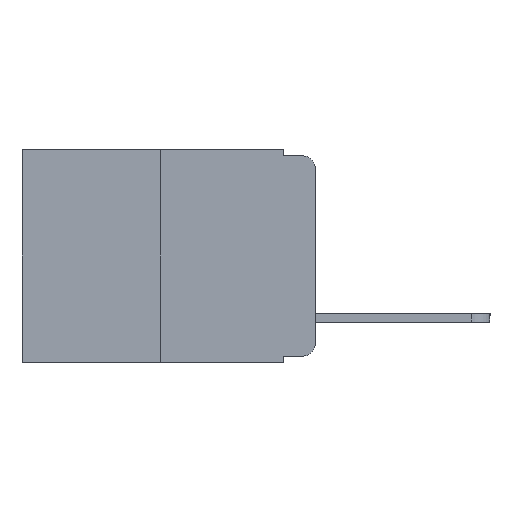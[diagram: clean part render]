
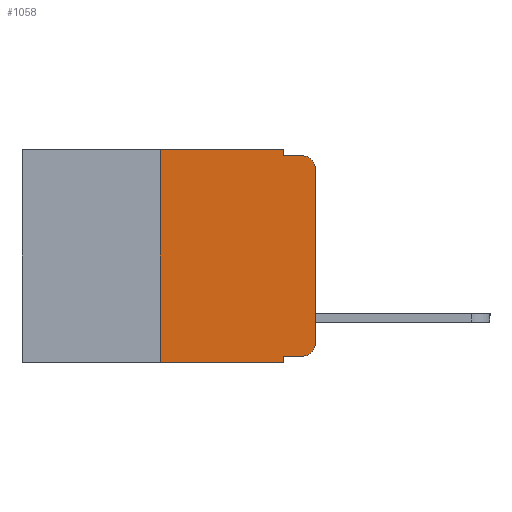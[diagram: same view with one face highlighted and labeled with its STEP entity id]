
A CAD part, left-side view. The second image highlights one B-rep face of the part: STEP entity #1058.
In plain terms, the highlighted planar face has unit normal (-1, 0, 0).
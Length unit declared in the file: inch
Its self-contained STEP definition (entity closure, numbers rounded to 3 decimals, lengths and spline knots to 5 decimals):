
#64 = VERTEX_POINT ( 'NONE', #1394 ) ;
#274 = DIRECTION ( 'NONE',  ( -1., 0., 0. ) ) ;
#343 = VECTOR ( 'NONE', #10667, 39.37008 ) ;
#509 = CARTESIAN_POINT ( 'NONE',  ( 0., 0.02, -0.313 ) ) ;
#551 = CARTESIAN_POINT ( 'NONE',  ( 0., 0.02, -0.333 ) ) ;
#663 = VERTEX_POINT ( 'NONE', #10371 ) ;
#959 = EDGE_LOOP ( 'NONE', ( #3782, #6166, #7484, #5382, #5220, #4277, #3846, #3196, #4694, #3370 ) ) ;
#1058 = ADVANCED_FACE ( 'NONE', ( #11050 ), #5067, .F. ) ;
#1335 = VECTOR ( 'NONE', #2542, 39.37008 ) ;
#1394 = CARTESIAN_POINT ( 'NONE',  ( 0., 0.051, -0.333 ) ) ;
#1676 = DIRECTION ( 'NONE',  ( 0., 0., 1. ) ) ;
#1867 = CARTESIAN_POINT ( 'NONE',  ( 0., 0.25, 0. ) ) ;
#2103 = EDGE_CURVE ( 'NONE', #8761, #4802, #11032, .T. ) ;
#2205 = EDGE_CURVE ( 'NONE', #4802, #2963, #11127, .T. ) ;
#2225 = EDGE_CURVE ( 'NONE', #9488, #2963, #6989, .T. ) ;
#2282 = EDGE_CURVE ( 'NONE', #3390, #9488, #4296, .T. ) ;
#2405 = EDGE_CURVE ( 'NONE', #2856, #663, #2592, .T. ) ;
#2480 = EDGE_CURVE ( 'NONE', #64, #9801, #10568, .T. ) ;
#2498 = EDGE_CURVE ( 'NONE', #64, #4263, #10106, .T. ) ;
#2500 = CARTESIAN_POINT ( 'NONE',  ( 0., 0.051, 0. ) ) ;
#2542 = DIRECTION ( 'NONE',  ( 0., 0., -1. ) ) ;
#2592 = LINE ( 'NONE', #1867, #11242 ) ;
#2667 = EDGE_CURVE ( 'NONE', #4263, #8761, #6687, .T. ) ;
#2856 = VERTEX_POINT ( 'NONE', #8539 ) ;
#2963 = VERTEX_POINT ( 'NONE', #6804 ) ;
#3023 = CARTESIAN_POINT ( 'NONE',  ( 0., 0.051, 0. ) ) ;
#3196 = ORIENTED_EDGE ( 'NONE', *, *, #2480, .F. ) ;
#3237 = AXIS2_PLACEMENT_3D ( 'NONE', #509, #274, #6565 ) ;
#3370 = ORIENTED_EDGE ( 'NONE', *, *, #2667, .T. ) ;
#3390 = VERTEX_POINT ( 'NONE', #10434 ) ;
#3782 = ORIENTED_EDGE ( 'NONE', *, *, #2103, .T. ) ;
#3846 = ORIENTED_EDGE ( 'NONE', *, *, #7624, .T. ) ;
#4254 = CARTESIAN_POINT ( 'NONE',  ( 0., 0., 0. ) ) ;
#4263 = VERTEX_POINT ( 'NONE', #551 ) ;
#4277 = ORIENTED_EDGE ( 'NONE', *, *, #2405, .F. ) ;
#4296 = LINE ( 'NONE', #3023, #10458 ) ;
#4694 = ORIENTED_EDGE ( 'NONE', *, *, #2498, .T. ) ;
#4802 = VERTEX_POINT ( 'NONE', #8253 ) ;
#5067 = PLANE ( 'NONE',  #10357 ) ;
#5220 = ORIENTED_EDGE ( 'NONE', *, *, #10959, .F. ) ;
#5231 = DIRECTION ( 'NONE',  ( 0., 0., -1. ) ) ;
#5382 = ORIENTED_EDGE ( 'NONE', *, *, #2282, .F. ) ;
#5565 = DIRECTION ( 'NONE',  ( 0., 0., 1. ) ) ;
#5663 = CARTESIAN_POINT ( 'NONE',  ( 0., 0.051, -0.01 ) ) ;
#5795 = CARTESIAN_POINT ( 'NONE',  ( 0., 0., -0.313 ) ) ;
#5804 = DIRECTION ( 'NONE',  ( 0., -1., 0. ) ) ;
#6053 = CARTESIAN_POINT ( 'NONE',  ( 0., 0.051, -0.343 ) ) ;
#6166 = ORIENTED_EDGE ( 'NONE', *, *, #2205, .T. ) ;
#6565 = DIRECTION ( 'NONE',  ( 0., 0., -1. ) ) ;
#6687 = CIRCLE ( 'NONE', #3237, 0.02 ) ;
#6804 = CARTESIAN_POINT ( 'NONE',  ( 0., 0.02, -0.01 ) ) ;
#6989 = LINE ( 'NONE', #8094, #9899 ) ;
#7199 = CARTESIAN_POINT ( 'NONE',  ( 0., 0.051, -0.333 ) ) ;
#7484 = ORIENTED_EDGE ( 'NONE', *, *, #2225, .F. ) ;
#7535 = LINE ( 'NONE', #10812, #343 ) ;
#7624 = EDGE_CURVE ( 'NONE', #2856, #9801, #7535, .T. ) ;
#8094 = CARTESIAN_POINT ( 'NONE',  ( 0., 0.051, -0.01 ) ) ;
#8110 = DIRECTION ( 'NONE',  ( 0., 0., -1. ) ) ;
#8117 = DIRECTION ( 'NONE',  ( -1., 0., 0. ) ) ;
#8120 = CARTESIAN_POINT ( 'NONE',  ( 0., 0.02, -0.03 ) ) ;
#8253 = CARTESIAN_POINT ( 'NONE',  ( 0., 0., -0.03 ) ) ;
#8254 = VECTOR ( 'NONE', #5565, 39.37008 ) ;
#8539 = CARTESIAN_POINT ( 'NONE',  ( 0., 0.25, -0.343 ) ) ;
#8761 = VERTEX_POINT ( 'NONE', #5795 ) ;
#8782 = VECTOR ( 'NONE', #9447, 39.37008 ) ;
#9165 = AXIS2_PLACEMENT_3D ( 'NONE', #8120, #8117, #8110 ) ;
#9351 = DIRECTION ( 'NONE',  ( 0., 0., -1. ) ) ;
#9447 = DIRECTION ( 'NONE',  ( 0., -1., 0. ) ) ;
#9488 = VERTEX_POINT ( 'NONE', #5663 ) ;
#9525 = CARTESIAN_POINT ( 'NONE',  ( 0., 0.473, 0. ) ) ;
#9801 = VERTEX_POINT ( 'NONE', #6053 ) ;
#9899 = VECTOR ( 'NONE', #10485, 39.37008 ) ;
#10106 = LINE ( 'NONE', #7199, #10344 ) ;
#10344 = VECTOR ( 'NONE', #5804, 39.37008 ) ;
#10357 = AXIS2_PLACEMENT_3D ( 'NONE', #9525, #10730, #9351 ) ;
#10371 = CARTESIAN_POINT ( 'NONE',  ( 0., 0.25, 0. ) ) ;
#10434 = CARTESIAN_POINT ( 'NONE',  ( 0., 0.051, 0. ) ) ;
#10458 = VECTOR ( 'NONE', #5231, 39.37008 ) ;
#10485 = DIRECTION ( 'NONE',  ( 0., -1., 0. ) ) ;
#10568 = LINE ( 'NONE', #2500, #1335 ) ;
#10667 = DIRECTION ( 'NONE',  ( 0., -1., 0. ) ) ;
#10730 = DIRECTION ( 'NONE',  ( 1., 0., 0. ) ) ;
#10785 = LINE ( 'NONE', #10891, #8782 ) ;
#10812 = CARTESIAN_POINT ( 'NONE',  ( 0., 0.473, -0.343 ) ) ;
#10891 = CARTESIAN_POINT ( 'NONE',  ( 0., 0.473, 0. ) ) ;
#10959 = EDGE_CURVE ( 'NONE', #663, #3390, #10785, .T. ) ;
#11032 = LINE ( 'NONE', #4254, #8254 ) ;
#11050 = FACE_OUTER_BOUND ( 'NONE', #959, .T. ) ;
#11127 = CIRCLE ( 'NONE', #9165, 0.02 ) ;
#11242 = VECTOR ( 'NONE', #1676, 39.37008 ) ;
